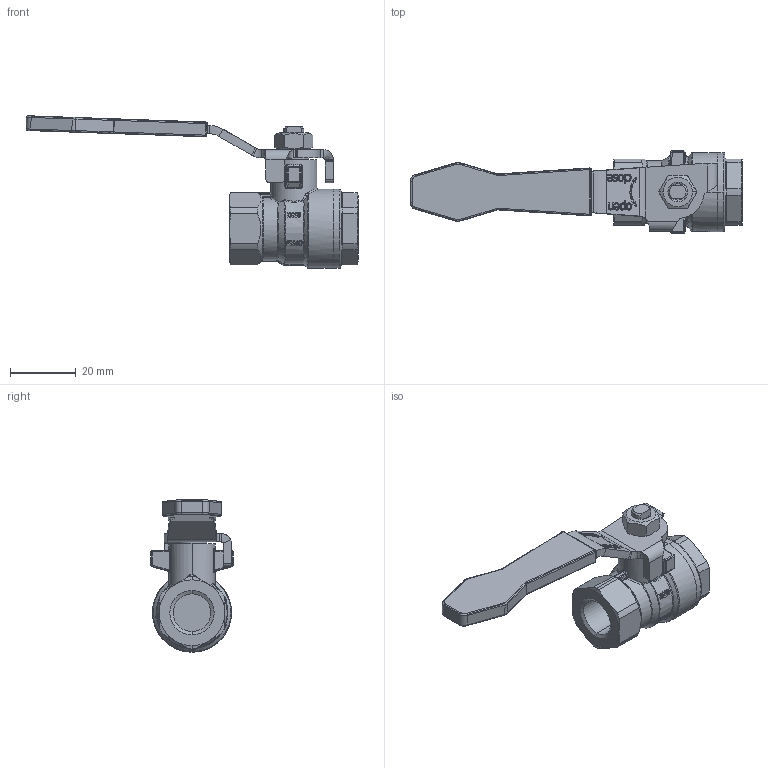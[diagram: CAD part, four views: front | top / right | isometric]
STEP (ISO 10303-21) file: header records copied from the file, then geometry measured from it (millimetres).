
FILE_DESCRIPTION(('HOOPS Exchange Step'),'2;1');
FILE_NAME('GK0100.stp','2025-05-20T16:28:45+02:00',('nieru'),('Unknown organisation'),'HOOPS Exchange 2024.2','HOOPS Exchange','Unknown authorisation');
FILE_SCHEMA( ('AP203_CONFIGURATION_CONTROLLED_3D_DESIGN_OF_MECHANICAL_PARTS_AND_ASSEMBLIES_MIM_LF') );
Length unit declared in the file: millimetre
Products named in the file (2): 0; root
Assembly tree (1 placements, depth 2):
  root
    0
Bounding box: 100.85 x 25 x 46.31 mm (x, y, z)
Volume: 19773.3 mm3; surface area: 8738.7 mm2
Topology: 1 solids, 1 shells, 767 faces, 1964 edges, 1227 vertices
Faces by surface type: plane 232, bspline 210, cylinder 209, torus 46, cone 44, sphere 26
Entity records: 28506 total; most frequent: CARTESIAN_POINT 12257, ORIENTED_EDGE 3900, DIRECTION 2557, EDGE_CURVE 1950, VERTEX_POINT 1227, AXIS2_PLACEMENT_3D 988, B_SPLINE_CURVE_WITH_KNOTS 849, EDGE_LOOP 809
